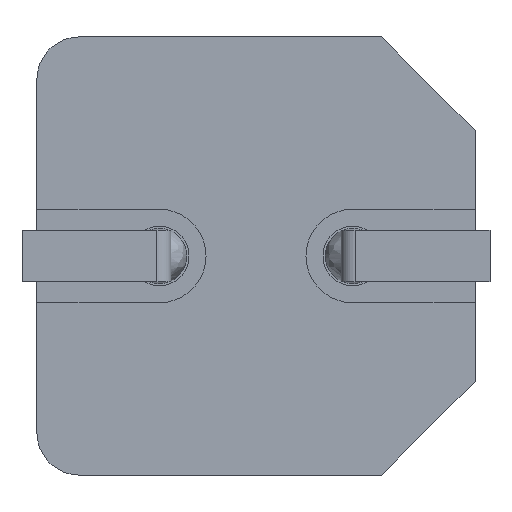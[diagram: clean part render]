
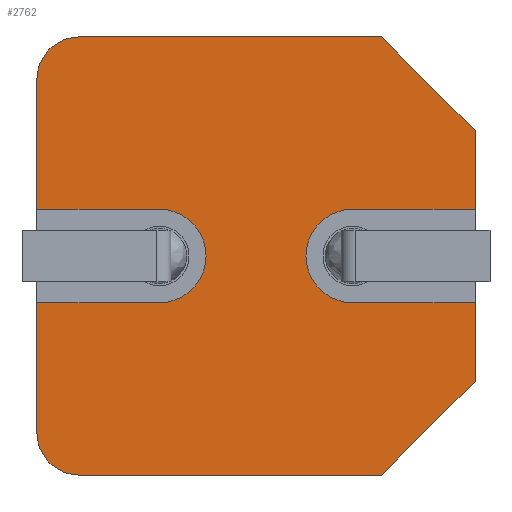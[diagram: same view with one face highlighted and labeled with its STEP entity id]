
A CAD part, front view. The second image highlights one B-rep face of the part: STEP entity #2762.
In plain terms, the highlighted planar face has unit normal (0, -1, 0).
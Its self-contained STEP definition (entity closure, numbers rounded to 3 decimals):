
#9 = EDGE_CURVE ( 'NONE', #2404, #1845, #1188, .T. ) ;
#28 = EDGE_CURVE ( 'NONE', #1490, #685, #2247, .T. ) ;
#127 = AXIS2_PLACEMENT_3D ( 'NONE', #1822, #582, #1221 ) ;
#186 = DIRECTION ( 'NONE',  ( 0., 0., -1. ) ) ;
#216 = ORIENTED_EDGE ( 'NONE', *, *, #1085, .T. ) ;
#227 = DIRECTION ( 'NONE',  ( 0., 1., 0. ) ) ;
#229 = VECTOR ( 'NONE', #2042, 1000. ) ;
#362 = CARTESIAN_POINT ( 'NONE',  ( -4.15, -0.98, 4.15 ) ) ;
#375 = LINE ( 'NONE', #2543, #1332 ) ;
#440 = CARTESIAN_POINT ( 'NONE',  ( 0., -0.98, 5.15 ) ) ;
#464 = DIRECTION ( 'NONE',  ( -1., 0., 0. ) ) ;
#480 = EDGE_CURVE ( 'NONE', #756, #3085, #847, .T. ) ;
#481 = VERTEX_POINT ( 'NONE', #975 ) ;
#505 = PLANE ( 'NONE',  #1392 ) ;
#539 = VERTEX_POINT ( 'NONE', #3646 ) ;
#582 = DIRECTION ( 'NONE',  ( 0., -1., 0. ) ) ;
#589 = EDGE_CURVE ( 'NONE', #2546, #3379, #2927, .T. ) ;
#644 = VECTOR ( 'NONE', #464, 1000. ) ;
#669 = ORIENTED_EDGE ( 'NONE', *, *, #1236, .T. ) ;
#685 = VERTEX_POINT ( 'NONE', #768 ) ;
#696 = ORIENTED_EDGE ( 'NONE', *, *, #2847, .T. ) ;
#700 = VECTOR ( 'NONE', #3527, 1000. ) ;
#756 = VERTEX_POINT ( 'NONE', #2302 ) ;
#760 = LINE ( 'NONE', #3334, #1876 ) ;
#768 = CARTESIAN_POINT ( 'NONE',  ( -2.275, -0.98, -1.1 ) ) ;
#843 = CARTESIAN_POINT ( 'NONE',  ( 0., -0.98, 1.1 ) ) ;
#847 = LINE ( 'NONE', #1558, #2292 ) ;
#853 = CARTESIAN_POINT ( 'NONE',  ( 2.275, -0.98, 0. ) ) ;
#897 = CARTESIAN_POINT ( 'NONE',  ( 2.95, -0.98, -5.15 ) ) ;
#907 = ORIENTED_EDGE ( 'NONE', *, *, #480, .T. ) ;
#956 = EDGE_CURVE ( 'NONE', #1845, #1490, #1596, .T. ) ;
#975 = CARTESIAN_POINT ( 'NONE',  ( 2.275, -0.98, -1.1 ) ) ;
#988 = DIRECTION ( 'NONE',  ( -1., 0., 0. ) ) ;
#1014 = CARTESIAN_POINT ( 'NONE',  ( -5.15, -0.98, 0. ) ) ;
#1085 = EDGE_CURVE ( 'NONE', #1249, #2319, #3051, .T. ) ;
#1141 = VECTOR ( 'NONE', #1186, 1000. ) ;
#1160 = EDGE_LOOP ( 'NONE', ( #3415, #2505, #2858, #2358, #3782, #1258, #2735, #3220, #2549, #216, #2303, #1752, #696, #3285, #907, #669 ) ) ;
#1186 = DIRECTION ( 'NONE',  ( 1., 0., 0. ) ) ;
#1188 = LINE ( 'NONE', #3205, #229 ) ;
#1221 = DIRECTION ( 'NONE',  ( 0., 0., 1. ) ) ;
#1236 = EDGE_CURVE ( 'NONE', #3085, #1375, #2766, .T. ) ;
#1245 = CARTESIAN_POINT ( 'NONE',  ( -5.15, -0.98, 1.1 ) ) ;
#1249 = VERTEX_POINT ( 'NONE', #2530 ) ;
#1258 = ORIENTED_EDGE ( 'NONE', *, *, #589, .T. ) ;
#1300 = DIRECTION ( 'NONE',  ( 0., 0., 1. ) ) ;
#1314 = CARTESIAN_POINT ( 'NONE',  ( 5.15, -0.98, 0. ) ) ;
#1332 = VECTOR ( 'NONE', #3686, 1000. ) ;
#1357 = EDGE_CURVE ( 'NONE', #481, #1811, #2365, .T. ) ;
#1375 = VERTEX_POINT ( 'NONE', #2591 ) ;
#1392 = AXIS2_PLACEMENT_3D ( 'NONE', #3751, #1983, #186 ) ;
#1480 = CARTESIAN_POINT ( 'NONE',  ( 0., -0.98, 1.1 ) ) ;
#1490 = VERTEX_POINT ( 'NONE', #2732 ) ;
#1558 = CARTESIAN_POINT ( 'NONE',  ( 5.15, -0.98, 2.95 ) ) ;
#1561 = LINE ( 'NONE', #3603, #2789 ) ;
#1596 = LINE ( 'NONE', #1480, #700 ) ;
#1627 = VERTEX_POINT ( 'NONE', #1974 ) ;
#1708 = VECTOR ( 'NONE', #988, 1000. ) ;
#1752 = ORIENTED_EDGE ( 'NONE', *, *, #1357, .T. ) ;
#1811 = VERTEX_POINT ( 'NONE', #2598 ) ;
#1822 = CARTESIAN_POINT ( 'NONE',  ( -4.15, -0.98, -4.15 ) ) ;
#1832 = AXIS2_PLACEMENT_3D ( 'NONE', #362, #1852, #2498 ) ;
#1845 = VERTEX_POINT ( 'NONE', #1245 ) ;
#1852 = DIRECTION ( 'NONE',  ( 0., -1., 0. ) ) ;
#1876 = VECTOR ( 'NONE', #3345, 1000. ) ;
#1944 = EDGE_CURVE ( 'NONE', #1627, #3472, #1561, .T. ) ;
#1967 = FACE_OUTER_BOUND ( 'NONE', #1160, .T. ) ;
#1974 = CARTESIAN_POINT ( 'NONE',  ( -4.15, -0.98, -5.15 ) ) ;
#1983 = DIRECTION ( 'NONE',  ( 0., -1., 0. ) ) ;
#2029 = VECTOR ( 'NONE', #3843, 1000. ) ;
#2042 = DIRECTION ( 'NONE',  ( 0., 0., -1. ) ) ;
#2092 = VECTOR ( 'NONE', #1300, 1000. ) ;
#2095 = DIRECTION ( 'NONE',  ( 0., 0., 1. ) ) ;
#2098 = EDGE_CURVE ( 'NONE', #2319, #481, #760, .T. ) ;
#2165 = DIRECTION ( 'NONE',  ( -0.707, 0., 0.707 ) ) ;
#2203 = DIRECTION ( 'NONE',  ( 0., 0., -1. ) ) ;
#2247 = CIRCLE ( 'NONE', #2420, 1.1 ) ;
#2292 = VECTOR ( 'NONE', #2165, 1000. ) ;
#2302 = CARTESIAN_POINT ( 'NONE',  ( 5.15, -0.98, 2.95 ) ) ;
#2303 = ORIENTED_EDGE ( 'NONE', *, *, #2098, .T. ) ;
#2319 = VERTEX_POINT ( 'NONE', #2685 ) ;
#2358 = ORIENTED_EDGE ( 'NONE', *, *, #28, .T. ) ;
#2365 = CIRCLE ( 'NONE', #2939, 1.1 ) ;
#2404 = VERTEX_POINT ( 'NONE', #3578 ) ;
#2420 = AXIS2_PLACEMENT_3D ( 'NONE', #2656, #3864, #2095 ) ;
#2437 = EDGE_CURVE ( 'NONE', #685, #2546, #3575, .T. ) ;
#2469 = VECTOR ( 'NONE', #2203, 1000. ) ;
#2498 = DIRECTION ( 'NONE',  ( 0., 0., 1. ) ) ;
#2505 = ORIENTED_EDGE ( 'NONE', *, *, #9, .T. ) ;
#2530 = CARTESIAN_POINT ( 'NONE',  ( 5.15, -0.98, -2.95 ) ) ;
#2543 = CARTESIAN_POINT ( 'NONE',  ( 2.95, -0.98, -5.15 ) ) ;
#2546 = VERTEX_POINT ( 'NONE', #2816 ) ;
#2549 = ORIENTED_EDGE ( 'NONE', *, *, #2621, .T. ) ;
#2591 = CARTESIAN_POINT ( 'NONE',  ( -4.15, -0.98, 5.15 ) ) ;
#2598 = CARTESIAN_POINT ( 'NONE',  ( 2.275, -0.98, 1.1 ) ) ;
#2621 = EDGE_CURVE ( 'NONE', #3472, #1249, #375, .T. ) ;
#2656 = CARTESIAN_POINT ( 'NONE',  ( -2.275, -0.98, 0. ) ) ;
#2685 = CARTESIAN_POINT ( 'NONE',  ( 5.15, -0.98, -1.1 ) ) ;
#2686 = LINE ( 'NONE', #843, #1141 ) ;
#2732 = CARTESIAN_POINT ( 'NONE',  ( -2.275, -0.98, 1.1 ) ) ;
#2735 = ORIENTED_EDGE ( 'NONE', *, *, #3721, .T. ) ;
#2762 = ADVANCED_FACE ( 'NONE', ( #1967 ), #505, .T. ) ;
#2766 = LINE ( 'NONE', #440, #644 ) ;
#2789 = VECTOR ( 'NONE', #3006, 1000. ) ;
#2801 = LINE ( 'NONE', #2951, #2029 ) ;
#2816 = CARTESIAN_POINT ( 'NONE',  ( -5.15, -0.98, -1.1 ) ) ;
#2847 = EDGE_CURVE ( 'NONE', #1811, #539, #2686, .T. ) ;
#2858 = ORIENTED_EDGE ( 'NONE', *, *, #956, .T. ) ;
#2927 = LINE ( 'NONE', #1014, #2469 ) ;
#2939 = AXIS2_PLACEMENT_3D ( 'NONE', #853, #227, #3783 ) ;
#2951 = CARTESIAN_POINT ( 'NONE',  ( 5.15, -0.98, 0. ) ) ;
#3006 = DIRECTION ( 'NONE',  ( 1., 0., 0. ) ) ;
#3051 = LINE ( 'NONE', #1314, #2092 ) ;
#3085 = VERTEX_POINT ( 'NONE', #3659 ) ;
#3205 = CARTESIAN_POINT ( 'NONE',  ( -5.15, -0.98, 0. ) ) ;
#3220 = ORIENTED_EDGE ( 'NONE', *, *, #1944, .T. ) ;
#3285 = ORIENTED_EDGE ( 'NONE', *, *, #3748, .T. ) ;
#3334 = CARTESIAN_POINT ( 'NONE',  ( 0., -0.98, -1.1 ) ) ;
#3345 = DIRECTION ( 'NONE',  ( -1., 0., 0. ) ) ;
#3368 = CARTESIAN_POINT ( 'NONE',  ( 0., -0.98, -1.1 ) ) ;
#3379 = VERTEX_POINT ( 'NONE', #3821 ) ;
#3415 = ORIENTED_EDGE ( 'NONE', *, *, #3540, .T. ) ;
#3472 = VERTEX_POINT ( 'NONE', #897 ) ;
#3527 = DIRECTION ( 'NONE',  ( 1., 0., 0. ) ) ;
#3536 = CIRCLE ( 'NONE', #127, 1. ) ;
#3540 = EDGE_CURVE ( 'NONE', #1375, #2404, #3546, .T. ) ;
#3546 = CIRCLE ( 'NONE', #1832, 1. ) ;
#3575 = LINE ( 'NONE', #3368, #1708 ) ;
#3578 = CARTESIAN_POINT ( 'NONE',  ( -5.15, -0.98, 4.15 ) ) ;
#3603 = CARTESIAN_POINT ( 'NONE',  ( 0., -0.98, -5.15 ) ) ;
#3646 = CARTESIAN_POINT ( 'NONE',  ( 5.15, -0.98, 1.1 ) ) ;
#3659 = CARTESIAN_POINT ( 'NONE',  ( 2.95, -0.98, 5.15 ) ) ;
#3686 = DIRECTION ( 'NONE',  ( 0.707, 0., 0.707 ) ) ;
#3721 = EDGE_CURVE ( 'NONE', #3379, #1627, #3536, .T. ) ;
#3748 = EDGE_CURVE ( 'NONE', #539, #756, #2801, .T. ) ;
#3751 = CARTESIAN_POINT ( 'NONE',  ( 0., -0.98, 0. ) ) ;
#3782 = ORIENTED_EDGE ( 'NONE', *, *, #2437, .T. ) ;
#3783 = DIRECTION ( 'NONE',  ( 0., 0., 1. ) ) ;
#3821 = CARTESIAN_POINT ( 'NONE',  ( -5.15, -0.98, -4.15 ) ) ;
#3843 = DIRECTION ( 'NONE',  ( 0., 0., 1. ) ) ;
#3864 = DIRECTION ( 'NONE',  ( 0., 1., 0. ) ) ;
